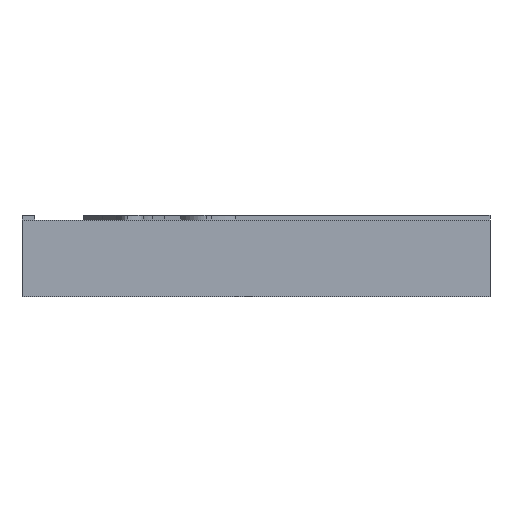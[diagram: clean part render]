
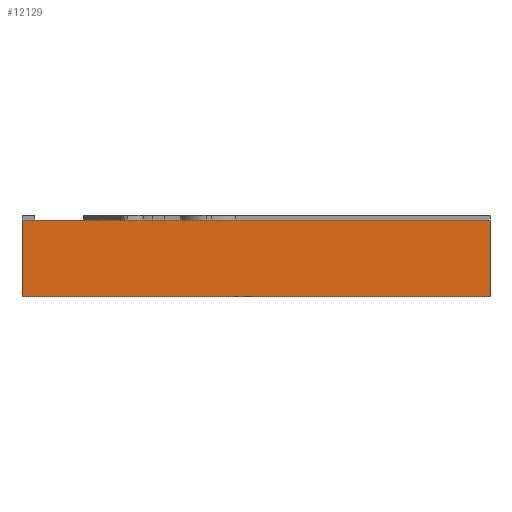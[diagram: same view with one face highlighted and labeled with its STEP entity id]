
A CAD part, front view. The second image highlights one B-rep face of the part: STEP entity #12129.
In plain terms, the highlighted planar face has unit normal (0, -1, 0).
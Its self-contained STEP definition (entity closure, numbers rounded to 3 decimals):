
#328 = ORIENTED_EDGE ( 'NONE', *, *, #2222, .F. ) ;
#462 = ORIENTED_EDGE ( 'NONE', *, *, #14223, .T. ) ;
#1397 = EDGE_LOOP ( 'NONE', ( #462, #328, #11526, #10917 ) ) ;
#1520 = CARTESIAN_POINT ( 'NONE',  ( -4.9, -64.25, 0.8 ) ) ;
#2222 = EDGE_CURVE ( 'NONE', #10761, #10323, #8042, .T. ) ;
#2582 = VERTEX_POINT ( 'NONE', #1520 ) ;
#2797 = CARTESIAN_POINT ( 'NONE',  ( -4.9, -64.25, -0.8 ) ) ;
#2934 = CARTESIAN_POINT ( 'NONE',  ( 4.9, -64.25, -0.8 ) ) ;
#4715 = CARTESIAN_POINT ( 'NONE',  ( -4.9, -64.25, 0.8 ) ) ;
#5618 = DIRECTION ( 'NONE',  ( 1., 0., 0. ) ) ;
#5701 = LINE ( 'NONE', #14826, #7524 ) ;
#6060 = PLANE ( 'NONE',  #10641 ) ;
#6780 = CARTESIAN_POINT ( 'NONE',  ( 4.9, -64.25, 0.8 ) ) ;
#7524 = VECTOR ( 'NONE', #5618, 1000. ) ;
#8042 = LINE ( 'NONE', #6780, #8577 ) ;
#8508 = DIRECTION ( 'NONE',  ( 0., 1., 0. ) ) ;
#8569 = VERTEX_POINT ( 'NONE', #2797 ) ;
#8577 = VECTOR ( 'NONE', #10526, 1000. ) ;
#10173 = CARTESIAN_POINT ( 'NONE',  ( 4.9, -64.25, 0.8 ) ) ;
#10323 = VERTEX_POINT ( 'NONE', #2934 ) ;
#10526 = DIRECTION ( 'NONE',  ( 0., 0., -1. ) ) ;
#10544 = LINE ( 'NONE', #14248, #12099 ) ;
#10641 = AXIS2_PLACEMENT_3D ( 'NONE', #4715, #8508, #16348 ) ;
#10761 = VERTEX_POINT ( 'NONE', #10173 ) ;
#10917 = ORIENTED_EDGE ( 'NONE', *, *, #13531, .T. ) ;
#11101 = LINE ( 'NONE', #14956, #11448 ) ;
#11262 = DIRECTION ( 'NONE',  ( 1., 0., 0. ) ) ;
#11448 = VECTOR ( 'NONE', #11262, 1000. ) ;
#11526 = ORIENTED_EDGE ( 'NONE', *, *, #11818, .F. ) ;
#11818 = EDGE_CURVE ( 'NONE', #2582, #10761, #11101, .T. ) ;
#12099 = VECTOR ( 'NONE', #15664, 1000. ) ;
#12129 = ADVANCED_FACE ( 'NONE', ( #12580 ), #6060, .F. ) ;
#12580 = FACE_OUTER_BOUND ( 'NONE', #1397, .T. ) ;
#13531 = EDGE_CURVE ( 'NONE', #2582, #8569, #10544, .T. ) ;
#14223 = EDGE_CURVE ( 'NONE', #8569, #10323, #5701, .T. ) ;
#14248 = CARTESIAN_POINT ( 'NONE',  ( -4.9, -64.25, 0.8 ) ) ;
#14826 = CARTESIAN_POINT ( 'NONE',  ( -4.9, -64.25, -0.8 ) ) ;
#14956 = CARTESIAN_POINT ( 'NONE',  ( -4.9, -64.25, 0.8 ) ) ;
#15664 = DIRECTION ( 'NONE',  ( 0., 0., -1. ) ) ;
#16348 = DIRECTION ( 'NONE',  ( 0., 0., 1. ) ) ;
